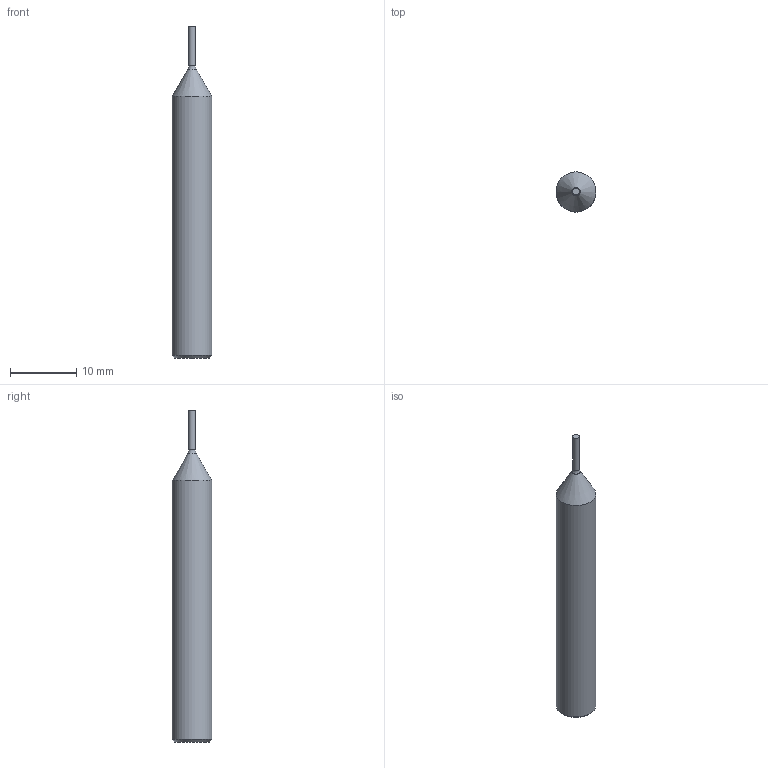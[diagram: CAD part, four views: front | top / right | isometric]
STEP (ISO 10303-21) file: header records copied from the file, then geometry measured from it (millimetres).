
FILE_DESCRIPTION(/* description */ (''),/* implementation_level */ '2;1');
FILE_NAME(/* name */ 'm266_20220519_052002_tb_1.stp',/* time_stamp */ '2022-05-19T05:21:02+02:00',/* author */ (''),/* organization */ ('SMS'),/* preprocessor_version */ 'ST-DEVELOPER v16.7',/* originating_system */ 'SIEMENS PLM Software NX 12.0',/* authorisation */ '');
FILE_SCHEMA (('AUTOMOTIVE_DESIGN { 1 0 10303 214 3 1 1 1 }'));
Length unit declared in the file: millimetre
Products named in the file (1): M266_20220519_052002_TB_1
Bounding box: 6 x 6 x 50 mm (x, y, z)
Volume: 1166.2 mm3; surface area: 841.8 mm2
Topology: 1 solids, 1 shells, 7 faces, 25 edges, 33 vertices
Faces by surface type: plane 2, cylinder 2, cone 2, torus 1
Full cylindrical faces by diameter (mm): 1 x1, 6 x1
Entity records: 292 total; most frequent: DIRECTION 42, CARTESIAN_POINT 34, STYLED_ITEM 15, PRESENTATION_STYLE_ASSIGNMENT 15, CURVE_STYLE 14, DRAUGHTING_PRE_DEFINED_CURVE_FONT 14, TRIMMED_CURVE 14, LINE 14
